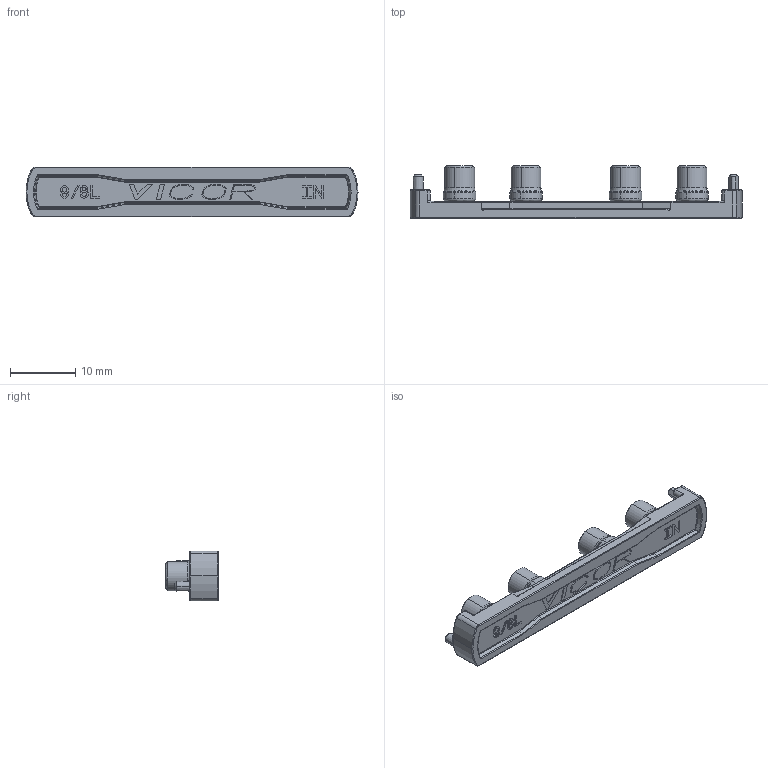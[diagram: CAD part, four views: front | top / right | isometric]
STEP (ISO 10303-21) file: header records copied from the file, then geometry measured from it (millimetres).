
FILE_DESCRIPTION (( 'STEP AP214' ), '1' );
FILE_NAME ('18379_18391_18369_20030-02-Input.STEP', '2012-08-16T14:59:50', ( 'Vicor User' ), ( 'Microsoft' ), 'SwSTEP 2.0', 'SolidWorks 2012', '' );
FILE_SCHEMA (( 'AUTOMOTIVE_DESIGN' ));
Length unit declared in the file: inch
Products named in the file (1): 18379_18391_18369_20030-02-Input
Bounding box: 50.8 x 8 x 7.62 mm (x, y, z)
Volume: 2073.2 mm3; surface area: 2773.8 mm2
Topology: 2 solids, 2 shells, 1144 faces, 2998 edges, 1902 vertices
Faces by surface type: plane 662, bspline 404, cylinder 44, cone 34
Entity records: 62851 total; most frequent: CARTESIAN_POINT 22483, ORIENTED_EDGE 5996, DIRECTION 3974, EDGE_CURVE 2998, LINE 2028, VECTOR 2028, VERTEX_POINT 1902, EDGE_LOOP 1188
